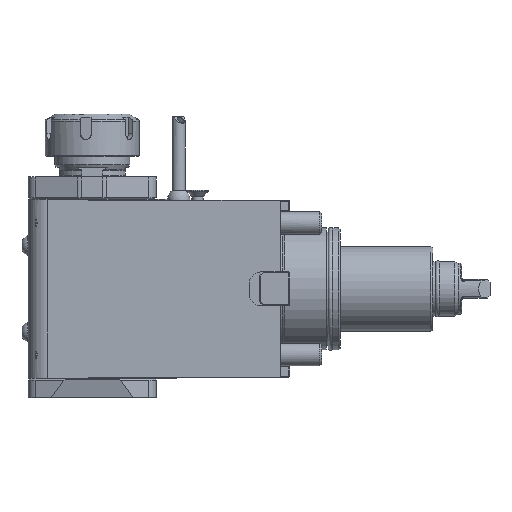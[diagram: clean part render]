
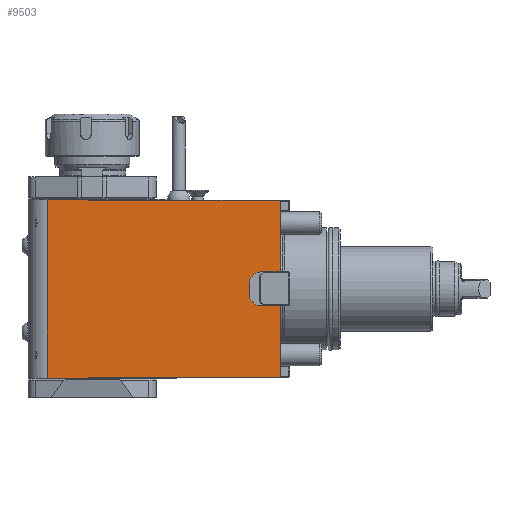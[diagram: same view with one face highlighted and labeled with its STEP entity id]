
A CAD part, left-side view. The second image highlights one B-rep face of the part: STEP entity #9503.
In plain terms, the highlighted planar face has unit normal (-1, 0, 0).
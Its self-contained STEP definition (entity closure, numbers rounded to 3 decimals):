
#65 = CARTESIAN_POINT ( 'NONE',  ( -47., -100., 0. ) ) ;
#655 = VERTEX_POINT ( 'NONE', #34740 ) ;
#756 = VECTOR ( 'NONE', #27387, 1000. ) ;
#990 = ORIENTED_EDGE ( 'NONE', *, *, #21100, .F. ) ;
#1346 = VECTOR ( 'NONE', #21405, 1000. ) ;
#2004 = VERTEX_POINT ( 'NONE', #27972 ) ;
#2231 = VECTOR ( 'NONE', #21579, 1000. ) ;
#2455 = VERTEX_POINT ( 'NONE', #9215 ) ;
#2618 = VERTEX_POINT ( 'NONE', #31712 ) ;
#2755 = DIRECTION ( 'NONE',  ( 0., 0., -1. ) ) ;
#2934 = DIRECTION ( 'NONE',  ( -1., 0., 0. ) ) ;
#3128 = DIRECTION ( 'NONE',  ( 0., 0., -1. ) ) ;
#3267 = EDGE_CURVE ( 'NONE', #2455, #2618, #17082, .T. ) ;
#3302 = CARTESIAN_POINT ( 'NONE',  ( -47., 2., 47.5 ) ) ;
#3388 = CARTESIAN_POINT ( 'NONE',  ( -47., 24., -47.5 ) ) ;
#3673 = AXIS2_PLACEMENT_3D ( 'NONE', #25081, #27953, #27594 ) ;
#4344 = EDGE_CURVE ( 'NONE', #2004, #8121, #16565, .T. ) ;
#4462 = DIRECTION ( 'NONE',  ( 0., 1., 0. ) ) ;
#4678 = CARTESIAN_POINT ( 'NONE',  ( -47., -90., 2.5 ) ) ;
#4696 = DIRECTION ( 'NONE',  ( 0., -1., 0. ) ) ;
#4867 = CARTESIAN_POINT ( 'NONE',  ( -47., -45., 47. ) ) ;
#5106 = AXIS2_PLACEMENT_3D ( 'NONE', #8510, #2934, #11129 ) ;
#5207 = ORIENTED_EDGE ( 'NONE', *, *, #12970, .F. ) ;
#5258 = VECTOR ( 'NONE', #32558, 1000. ) ;
#5564 = LINE ( 'NONE', #4867, #10623 ) ;
#5740 = CARTESIAN_POINT ( 'NONE',  ( -47., -83.5, 2.5 ) ) ;
#6502 = VERTEX_POINT ( 'NONE', #26948 ) ;
#6583 = EDGE_CURVE ( 'NONE', #2618, #17050, #18919, .T. ) ;
#6904 = VERTEX_POINT ( 'NONE', #20749 ) ;
#7045 = CARTESIAN_POINT ( 'NONE',  ( -47., 34., -47.5 ) ) ;
#7540 = CARTESIAN_POINT ( 'NONE',  ( -47., -100., -9. ) ) ;
#7582 = LINE ( 'NONE', #65, #18164 ) ;
#7741 = VECTOR ( 'NONE', #24298, 1000. ) ;
#8121 = VERTEX_POINT ( 'NONE', #12738 ) ;
#8179 = EDGE_CURVE ( 'NONE', #6904, #15496, #11492, .T. ) ;
#8510 = CARTESIAN_POINT ( 'NONE',  ( -47., -90., -2.5 ) ) ;
#8793 = EDGE_CURVE ( 'NONE', #14366, #655, #25485, .T. ) ;
#8909 = PLANE ( 'NONE',  #3673 ) ;
#9215 = CARTESIAN_POINT ( 'NONE',  ( -47., -100., 47. ) ) ;
#9312 = AXIS2_PLACEMENT_3D ( 'NONE', #4678, #15285, #26186 ) ;
#9432 = ORIENTED_EDGE ( 'NONE', *, *, #10014, .F. ) ;
#9503 = ADVANCED_FACE ( 'NONE', ( #26254 ), #8909, .F. ) ;
#10014 = EDGE_CURVE ( 'NONE', #8121, #6904, #30018, .T. ) ;
#10433 = ORIENTED_EDGE ( 'NONE', *, *, #25538, .F. ) ;
#10439 = EDGE_CURVE ( 'NONE', #6502, #14904, #32068, .T. ) ;
#10623 = VECTOR ( 'NONE', #23953, 1000. ) ;
#11129 = DIRECTION ( 'NONE',  ( 0., 0., -1. ) ) ;
#11492 = LINE ( 'NONE', #7045, #16955 ) ;
#11943 = CARTESIAN_POINT ( 'NONE',  ( -47., -45., 47.5 ) ) ;
#12677 = DIRECTION ( 'NONE',  ( 0., 0., -1. ) ) ;
#12738 = CARTESIAN_POINT ( 'NONE',  ( -47., 2., -47. ) ) ;
#12970 = EDGE_CURVE ( 'NONE', #19610, #2455, #5564, .T. ) ;
#13001 = DIRECTION ( 'NONE',  ( 0., -1., 0. ) ) ;
#13131 = CARTESIAN_POINT ( 'NONE',  ( -47., 24., -47.5 ) ) ;
#13862 = ORIENTED_EDGE ( 'NONE', *, *, #23581, .T. ) ;
#14366 = VERTEX_POINT ( 'NONE', #21664 ) ;
#14480 = VERTEX_POINT ( 'NONE', #22381 ) ;
#14904 = VERTEX_POINT ( 'NONE', #3302 ) ;
#15234 = CARTESIAN_POINT ( 'NONE',  ( -47., 2., -47. ) ) ;
#15285 = DIRECTION ( 'NONE',  ( -1., 0., 0. ) ) ;
#15496 = VERTEX_POINT ( 'NONE', #3388 ) ;
#15562 = CIRCLE ( 'NONE', #9312, 6.5 ) ;
#16143 = CIRCLE ( 'NONE', #5106, 6.5 ) ;
#16565 = LINE ( 'NONE', #32643, #1346 ) ;
#16594 = LINE ( 'NONE', #13131, #7741 ) ;
#16710 = ORIENTED_EDGE ( 'NONE', *, *, #23960, .F. ) ;
#16955 = VECTOR ( 'NONE', #4462, 1000. ) ;
#17050 = VERTEX_POINT ( 'NONE', #19663 ) ;
#17082 = LINE ( 'NONE', #24691, #5258 ) ;
#17897 = LINE ( 'NONE', #24462, #2231 ) ;
#18088 = ORIENTED_EDGE ( 'NONE', *, *, #10439, .F. ) ;
#18164 = VECTOR ( 'NONE', #2755, 1000. ) ;
#18694 = EDGE_CURVE ( 'NONE', #6502, #15496, #16594, .T. ) ;
#18892 = LINE ( 'NONE', #21866, #33443 ) ;
#18919 = LINE ( 'NONE', #30495, #756 ) ;
#19610 = VERTEX_POINT ( 'NONE', #29936 ) ;
#19663 = CARTESIAN_POINT ( 'NONE',  ( -47., -90., 9. ) ) ;
#19875 = EDGE_LOOP ( 'NONE', ( #28636, #5207, #13862, #18088, #22141, #33591, #9432, #33822, #10433, #31145, #16710, #29273, #990, #28413 ) ) ;
#20749 = CARTESIAN_POINT ( 'NONE',  ( -47., 2., -47.5 ) ) ;
#21100 = EDGE_CURVE ( 'NONE', #17050, #34550, #15562, .T. ) ;
#21405 = DIRECTION ( 'NONE',  ( 0., 1., 0. ) ) ;
#21579 = DIRECTION ( 'NONE',  ( 0., 0., 1. ) ) ;
#21664 = CARTESIAN_POINT ( 'NONE',  ( -47., -90., -9. ) ) ;
#21866 = CARTESIAN_POINT ( 'NONE',  ( -47., -83.5, -2.5 ) ) ;
#22141 = ORIENTED_EDGE ( 'NONE', *, *, #18694, .T. ) ;
#22381 = CARTESIAN_POINT ( 'NONE',  ( -47., -83.5, -2.5 ) ) ;
#23514 = VECTOR ( 'NONE', #4696, 1000. ) ;
#23581 = EDGE_CURVE ( 'NONE', #19610, #14904, #17897, .T. ) ;
#23953 = DIRECTION ( 'NONE',  ( 0., -1., 0. ) ) ;
#23960 = EDGE_CURVE ( 'NONE', #14480, #14366, #16143, .T. ) ;
#24298 = DIRECTION ( 'NONE',  ( 0., 0., -1. ) ) ;
#24462 = CARTESIAN_POINT ( 'NONE',  ( -47., 2., 47. ) ) ;
#24691 = CARTESIAN_POINT ( 'NONE',  ( -47., -100., 0. ) ) ;
#25081 = CARTESIAN_POINT ( 'NONE',  ( -47., 0., 0. ) ) ;
#25485 = LINE ( 'NONE', #7540, #28045 ) ;
#25538 = EDGE_CURVE ( 'NONE', #655, #2004, #7582, .T. ) ;
#25769 = VECTOR ( 'NONE', #12677, 1000. ) ;
#26186 = DIRECTION ( 'NONE',  ( 0., 0., 1. ) ) ;
#26254 = FACE_OUTER_BOUND ( 'NONE', #19875, .T. ) ;
#26948 = CARTESIAN_POINT ( 'NONE',  ( -47., 24., 47.5 ) ) ;
#27387 = DIRECTION ( 'NONE',  ( 0., 1., 0. ) ) ;
#27594 = DIRECTION ( 'NONE',  ( 0., 0., -1. ) ) ;
#27953 = DIRECTION ( 'NONE',  ( 1., 0., 0. ) ) ;
#27972 = CARTESIAN_POINT ( 'NONE',  ( -47., -100., -47. ) ) ;
#28045 = VECTOR ( 'NONE', #13001, 1000. ) ;
#28413 = ORIENTED_EDGE ( 'NONE', *, *, #6583, .F. ) ;
#28636 = ORIENTED_EDGE ( 'NONE', *, *, #3267, .F. ) ;
#28680 = EDGE_CURVE ( 'NONE', #34550, #14480, #18892, .T. ) ;
#29273 = ORIENTED_EDGE ( 'NONE', *, *, #28680, .F. ) ;
#29936 = CARTESIAN_POINT ( 'NONE',  ( -47., 2., 47. ) ) ;
#30018 = LINE ( 'NONE', #15234, #25769 ) ;
#30495 = CARTESIAN_POINT ( 'NONE',  ( -47., -100., 9. ) ) ;
#31145 = ORIENTED_EDGE ( 'NONE', *, *, #8793, .F. ) ;
#31712 = CARTESIAN_POINT ( 'NONE',  ( -47., -100., 9. ) ) ;
#32068 = LINE ( 'NONE', #11943, #23514 ) ;
#32558 = DIRECTION ( 'NONE',  ( 0., 0., -1. ) ) ;
#32643 = CARTESIAN_POINT ( 'NONE',  ( -47., -45., -47. ) ) ;
#33443 = VECTOR ( 'NONE', #3128, 1000. ) ;
#33591 = ORIENTED_EDGE ( 'NONE', *, *, #8179, .F. ) ;
#33822 = ORIENTED_EDGE ( 'NONE', *, *, #4344, .F. ) ;
#34550 = VERTEX_POINT ( 'NONE', #5740 ) ;
#34740 = CARTESIAN_POINT ( 'NONE',  ( -47., -100., -9. ) ) ;
